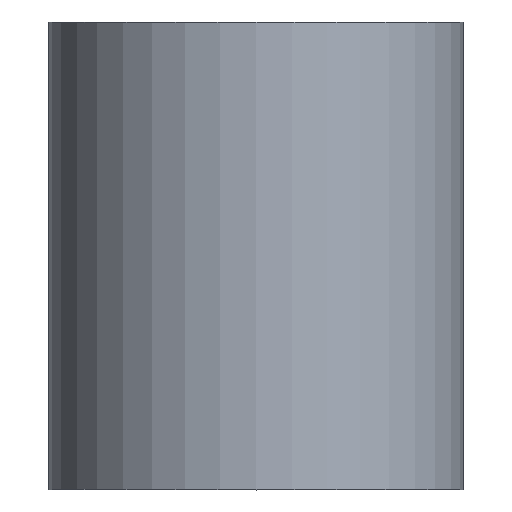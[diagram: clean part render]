
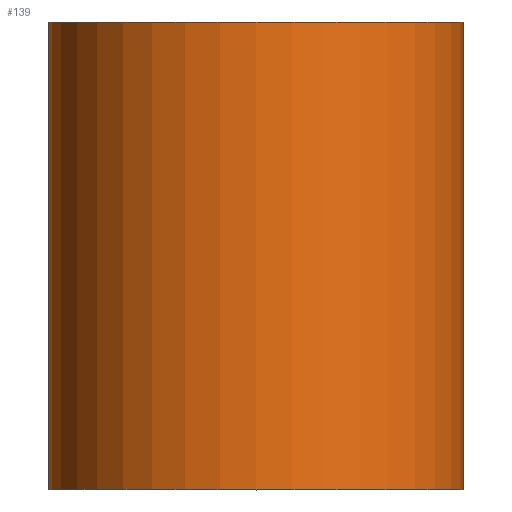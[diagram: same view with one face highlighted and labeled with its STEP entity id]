
A CAD part, top view. The second image highlights one B-rep face of the part: STEP entity #139.
In plain terms, the highlighted cylindrical face has radius 22.504 mm (diameter 45.009 mm), a full revolution.
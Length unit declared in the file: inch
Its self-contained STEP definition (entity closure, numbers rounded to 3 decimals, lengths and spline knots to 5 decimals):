
#33=FACE_OUTER_BOUND('',#44,.T.);
#44=EDGE_LOOP('',(#116,#117,#118,#119));
#55=LINE('',#267,#60);
#60=VECTOR('',#227,0.886);
#69=CIRCLE('',#181,0.886);
#70=CIRCLE('',#182,0.886);
#79=VERTEX_POINT('',#264);
#80=VERTEX_POINT('',#266);
#93=EDGE_CURVE('',#79,#79,#69,.T.);
#94=EDGE_CURVE('',#79,#80,#55,.T.);
#95=EDGE_CURVE('',#80,#80,#70,.T.);
#116=ORIENTED_EDGE('',*,*,#93,.F.);
#117=ORIENTED_EDGE('',*,*,#94,.T.);
#118=ORIENTED_EDGE('',*,*,#95,.T.);
#119=ORIENTED_EDGE('',*,*,#94,.F.);
#130=CYLINDRICAL_SURFACE('',#180,0.886);
#139=ADVANCED_FACE('',(#33),#130,.T.);
#180=AXIS2_PLACEMENT_3D('',#263,#223,#224);
#181=AXIS2_PLACEMENT_3D('',#265,#225,#226);
#182=AXIS2_PLACEMENT_3D('',#268,#228,#229);
#223=DIRECTION('center_axis',(0.,1.,0.));
#224=DIRECTION('ref_axis',(-1.,0.,0.));
#225=DIRECTION('center_axis',(0.,1.,0.));
#226=DIRECTION('ref_axis',(-1.,0.,0.));
#227=DIRECTION('',(0.,-1.,0.));
#228=DIRECTION('center_axis',(0.,1.,0.));
#229=DIRECTION('ref_axis',(-1.,0.,0.));
#263=CARTESIAN_POINT('Origin',(0.,0.,0.));
#264=CARTESIAN_POINT('',(0.886,2.,0.));
#265=CARTESIAN_POINT('Origin',(0.,2.,0.));
#266=CARTESIAN_POINT('',(0.886,0.,0.));
#267=CARTESIAN_POINT('',(0.886,0.,0.));
#268=CARTESIAN_POINT('Origin',(0.,0.,0.));
